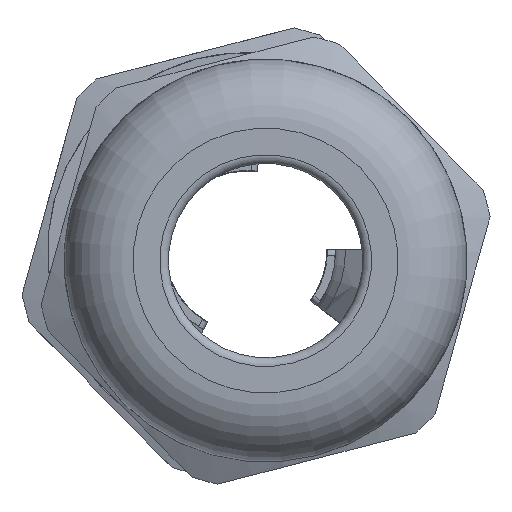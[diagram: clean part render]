
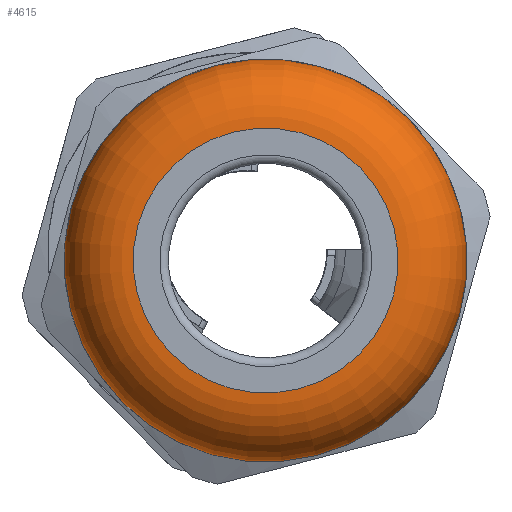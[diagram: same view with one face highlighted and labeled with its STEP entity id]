
A CAD part, left-side view. The second image highlights one B-rep face of the part: STEP entity #4615.
In plain terms, the highlighted toroidal (fillet/blend) face has major radius 4.535 mm and minor radius 2.36 mm.
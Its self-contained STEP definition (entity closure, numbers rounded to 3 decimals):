
#196=FACE_BOUND('',#1579,.T.);
#1247=FACE_OUTER_BOUND('',#1578,.T.);
#1578=EDGE_LOOP('',(#4307));
#1579=EDGE_LOOP('',(#4308));
#1862=CIRCLE('',#5232,4.535);
#1864=CIRCLE('',#5237,6.895);
#2321=VERTEX_POINT('',#11758);
#2323=VERTEX_POINT('',#11765);
#2984=EDGE_CURVE('',#2321,#2321,#1862,.T.);
#2986=EDGE_CURVE('',#2323,#2323,#1864,.T.);
#4307=ORIENTED_EDGE('',*,*,#2984,.T.);
#4308=ORIENTED_EDGE('',*,*,#2986,.F.);
#4347=TOROIDAL_SURFACE('',#5236,4.535,2.36);
#4615=ADVANCED_FACE('',(#1247,#196),#4347,.T.);
#5232=AXIS2_PLACEMENT_3D('',#11759,#6541,#6542);
#5236=AXIS2_PLACEMENT_3D('',#11764,#6549,#6550);
#5237=AXIS2_PLACEMENT_3D('',#11766,#6551,#6552);
#6541=DIRECTION('center_axis',(1.,0.,0.));
#6542=DIRECTION('ref_axis',(0.,0.,-1.));
#6549=DIRECTION('center_axis',(1.,0.,0.));
#6550=DIRECTION('ref_axis',(0.,0.,-1.));
#6551=DIRECTION('center_axis',(1.,0.,0.));
#6552=DIRECTION('ref_axis',(0.,0.,-1.));
#11758=CARTESIAN_POINT('',(-14.86,4.535,0.));
#11759=CARTESIAN_POINT('Origin',(-14.86,0.,0.));
#11764=CARTESIAN_POINT('Origin',(-12.5,0.,0.));
#11765=CARTESIAN_POINT('',(-12.5,6.895,0.));
#11766=CARTESIAN_POINT('Origin',(-12.5,0.,0.));
